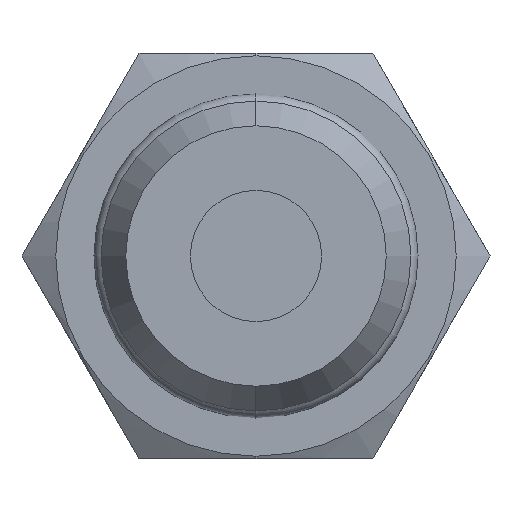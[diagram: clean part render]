
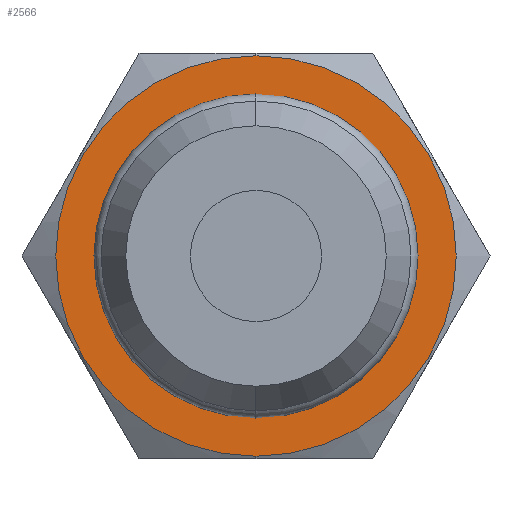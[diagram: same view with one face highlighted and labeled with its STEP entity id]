
A CAD part, front view. The second image highlights one B-rep face of the part: STEP entity #2566.
In plain terms, the highlighted planar face has unit normal (0, -1, 0).
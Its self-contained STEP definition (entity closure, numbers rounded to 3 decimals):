
#1063 = DIRECTION ( 'NONE',  ( 0., -1., 0. ) ) ;
#1081 = AXIS2_PLACEMENT_3D ( 'NONE', #1156, #1063, #1088 ) ;
#1082 = CIRCLE ( 'NONE', #1081, 6.5 ) ;
#1088 = DIRECTION ( 'NONE',  ( 0., 0., -1. ) ) ;
#1156 = CARTESIAN_POINT ( 'NONE',  ( 0., 27., 0. ) ) ;
#1217 = CARTESIAN_POINT ( 'NONE',  ( 0., 27., 0. ) ) ;
#1244 = DIRECTION ( 'NONE',  ( 0., 0., -1. ) ) ;
#1245 = DIRECTION ( 'NONE',  ( 0., -1., 0. ) ) ;
#1258 = CIRCLE ( 'NONE', #1277, 8.4 ) ;
#1277 = AXIS2_PLACEMENT_3D ( 'NONE', #1217, #1245, #1244 ) ;
#1414 = DIRECTION ( 'NONE',  ( 0., -1., 0. ) ) ;
#1419 = FACE_BOUND ( 'NONE', #2569, .T. ) ;
#1439 = FACE_OUTER_BOUND ( 'NONE', #2567, .T. ) ;
#1445 = DIRECTION ( 'NONE',  ( 0., 0., -1. ) ) ;
#1450 = PLANE ( 'NONE',  #1464 ) ;
#1462 = CARTESIAN_POINT ( 'NONE',  ( 6.5, 27., 0. ) ) ;
#1464 = AXIS2_PLACEMENT_3D ( 'NONE', #1462, #1414, #1445 ) ;
#1673 = CARTESIAN_POINT ( 'NONE',  ( 0., 27., 6.5 ) ) ;
#1805 = EDGE_CURVE ( 'NONE', #1902, #1806, #2597, .T. ) ;
#1806 = VERTEX_POINT ( 'NONE', #2592 ) ;
#1888 = VERTEX_POINT ( 'NONE', #2869 ) ;
#1902 = VERTEX_POINT ( 'NONE', #2877 ) ;
#1905 = EDGE_CURVE ( 'NONE', #1888, #1931, #2932, .T. ) ;
#1931 = VERTEX_POINT ( 'NONE', #1673 ) ;
#2407 = ORIENTED_EDGE ( 'NONE', *, *, #1805, .T. ) ;
#2408 = ORIENTED_EDGE ( 'NONE', *, *, #1905, .F. ) ;
#2409 = ORIENTED_EDGE ( 'NONE', *, *, #2410, .F. ) ;
#2410 = EDGE_CURVE ( 'NONE', #1931, #1888, #1082, .T. ) ;
#2449 = EDGE_CURVE ( 'NONE', #1806, #1902, #1258, .T. ) ;
#2566 = ADVANCED_FACE ( 'NONE', ( #1439, #1419 ), #1450, .T. ) ;
#2567 = EDGE_LOOP ( 'NONE', ( #2568, #2407 ) ) ;
#2568 = ORIENTED_EDGE ( 'NONE', *, *, #2449, .T. ) ;
#2569 = EDGE_LOOP ( 'NONE', ( #2408, #2409 ) ) ;
#2592 = CARTESIAN_POINT ( 'NONE',  ( 0., 27., 8.4 ) ) ;
#2593 = DIRECTION ( 'NONE',  ( 0., 0., -1. ) ) ;
#2594 = DIRECTION ( 'NONE',  ( 0., -1., 0. ) ) ;
#2595 = CARTESIAN_POINT ( 'NONE',  ( 0., 27., 0. ) ) ;
#2596 = AXIS2_PLACEMENT_3D ( 'NONE', #2595, #2594, #2593 ) ;
#2597 = CIRCLE ( 'NONE', #2596, 8.4 ) ;
#2869 = CARTESIAN_POINT ( 'NONE',  ( 0., 27., -6.5 ) ) ;
#2877 = CARTESIAN_POINT ( 'NONE',  ( 0., 27., -8.4 ) ) ;
#2932 = CIRCLE ( 'NONE', #2952, 6.5 ) ;
#2933 = CARTESIAN_POINT ( 'NONE',  ( 0., 27., 0. ) ) ;
#2950 = DIRECTION ( 'NONE',  ( 0., 0., -1. ) ) ;
#2951 = DIRECTION ( 'NONE',  ( 0., -1., 0. ) ) ;
#2952 = AXIS2_PLACEMENT_3D ( 'NONE', #2933, #2951, #2950 ) ;
